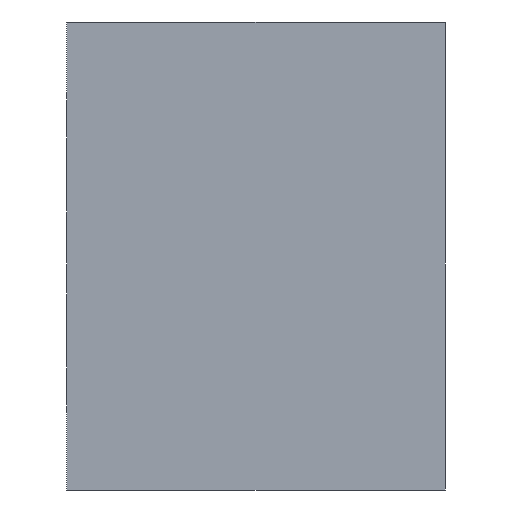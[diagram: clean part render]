
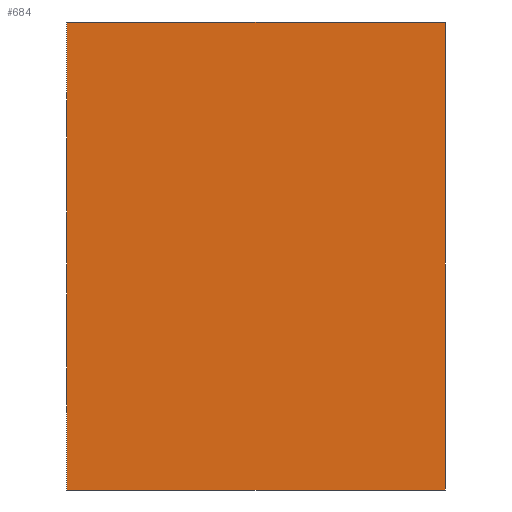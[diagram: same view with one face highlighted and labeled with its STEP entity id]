
A CAD part, left-side view. The second image highlights one B-rep face of the part: STEP entity #684.
In plain terms, the highlighted planar face has unit normal (-1, 0, 0).
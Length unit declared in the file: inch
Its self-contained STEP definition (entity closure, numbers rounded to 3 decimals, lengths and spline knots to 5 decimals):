
#78=FACE_OUTER_BOUND('',#119,.T.);
#119=EDGE_LOOP('',(#603,#604,#605,#606));
#174=LINE('',#1700,#236);
#181=LINE('',#1713,#243);
#182=LINE('',#1716,#244);
#183=LINE('',#1717,#245);
#236=VECTOR('',#937,0.3937);
#243=VECTOR('',#948,0.3937);
#244=VECTOR('',#951,0.3937);
#245=VECTOR('',#952,0.3937);
#332=VERTEX_POINT('',#1697);
#333=VERTEX_POINT('',#1699);
#337=VERTEX_POINT('',#1711);
#338=VERTEX_POINT('',#1715);
#424=EDGE_CURVE('',#332,#333,#174,.T.);
#431=EDGE_CURVE('',#337,#333,#181,.T.);
#432=EDGE_CURVE('',#337,#338,#182,.T.);
#433=EDGE_CURVE('',#338,#332,#183,.T.);
#603=ORIENTED_EDGE('',*,*,#432,.F.);
#604=ORIENTED_EDGE('',*,*,#431,.T.);
#605=ORIENTED_EDGE('',*,*,#424,.F.);
#606=ORIENTED_EDGE('',*,*,#433,.F.);
#646=PLANE('',#763);
#684=ADVANCED_FACE('',(#78),#646,.T.);
#763=AXIS2_PLACEMENT_3D('',#1714,#949,#950);
#937=DIRECTION('',(0.,0.,1.));
#948=DIRECTION('',(0.,1.,0.));
#949=DIRECTION('center_axis',(-1.,0.,0.));
#950=DIRECTION('ref_axis',(0.,0.,1.));
#951=DIRECTION('',(0.,0.,-1.));
#952=DIRECTION('',(0.,1.,0.));
#1697=CARTESIAN_POINT('',(-0.2345,0.7,-0.4325));
#1699=CARTESIAN_POINT('',(-0.2345,0.7,0.4325));
#1700=CARTESIAN_POINT('',(-0.2345,0.7,0.4325));
#1711=CARTESIAN_POINT('',(-0.2345,0.,0.4325));
#1713=CARTESIAN_POINT('',(-0.2345,0.,0.4325));
#1714=CARTESIAN_POINT('Origin',(-0.2345,0.,-0.4325));
#1715=CARTESIAN_POINT('',(-0.2345,0.,-0.4325));
#1716=CARTESIAN_POINT('',(-0.2345,0.,0.4325));
#1717=CARTESIAN_POINT('',(-0.2345,0.,-0.4325));
